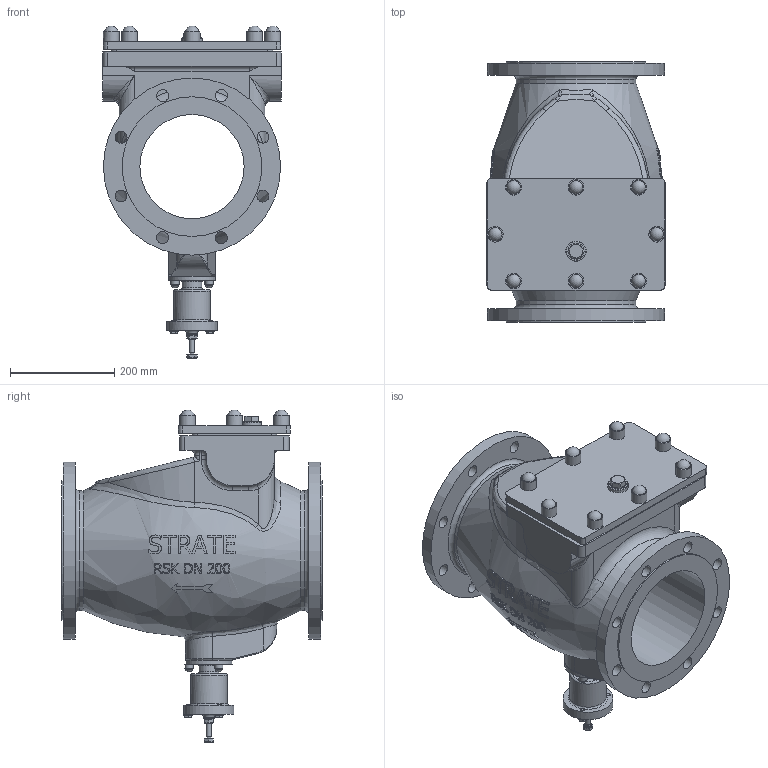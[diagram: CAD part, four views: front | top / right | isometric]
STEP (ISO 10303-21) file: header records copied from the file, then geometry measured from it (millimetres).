
FILE_DESCRIPTION(/* description */ (''),/* implementation_level */ '2;1');
FILE_NAME(/* name */ 'RSK DN 200 UD.stp',/* time_stamp */ '2019-07-04T12:56:06+02:00',/* author */ ('aunrein'),/* organization */ (''),/* preprocessor_version */ 'ST-DEVELOPER v16.13',/* originating_system */ 'Autodesk Inventor 2018',/* authorisation */ '');
FILE_SCHEMA (('AUTOMOTIVE_DESIGN { 1 0 10303 214 3 1 1 }'));
Length unit declared in the file: millimetre
Products named in the file (1): RSK DN 200 UD
Bounding box: 343 x 500 x 637.31 mm (x, y, z)
Volume: 27778718.4 mm3; surface area: 1328897.7 mm2
Topology: 1 solids, 1 shells, 748 faces, 1926 edges, 1249 vertices
Faces by surface type: plane 342, bspline 247, cylinder 94, cone 31, torus 21, sphere 13
Full cylindrical faces by diameter (mm): 9.188 x1, 10 x1, 11.4 x3, 15.4 x1, 16 x6, 20 x1, 23 x16, 30 x8, 31.177 x1, 38 x1, 39 x1, 70 x1, 90 x1, 96 x1, 200 x1, 230 x2, 268 x2, 340 x2
Entity records: 28878 total; most frequent: CARTESIAN_POINT 11506, ORIENTED_EDGE 3632, DIRECTION 3036, EDGE_CURVE 1816, AXIS2_PLACEMENT_3D 1220, VERTEX_POINT 1215, EDGE_LOOP 927, STYLED_ITEM 749
